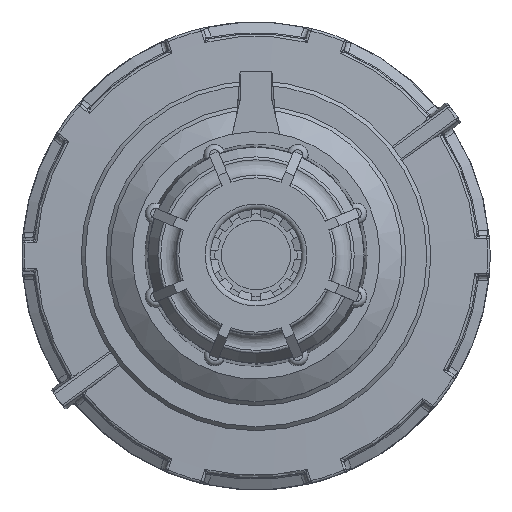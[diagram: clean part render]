
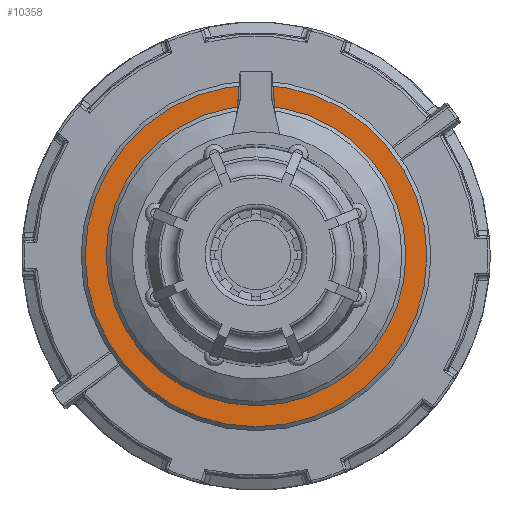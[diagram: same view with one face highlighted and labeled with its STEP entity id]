
A CAD part, top view. The second image highlights one B-rep face of the part: STEP entity #10358.
In plain terms, the highlighted face is planar.
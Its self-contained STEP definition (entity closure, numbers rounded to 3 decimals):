
#379 = VERTEX_POINT ( 'NONE', #14095 ) ;
#964 = FACE_BOUND ( 'NONE', #13981, .T. ) ;
#2799 = PLANE ( 'NONE',  #8842 ) ;
#5652 = DIRECTION ( 'NONE',  ( 0., 0., -1. ) ) ;
#5695 = ORIENTED_EDGE ( 'NONE', *, *, #18081, .T. ) ;
#7660 = FACE_OUTER_BOUND ( 'NONE', #15185, .T. ) ;
#8684 = DIRECTION ( 'NONE',  ( 0., -1., 0. ) ) ;
#8842 = AXIS2_PLACEMENT_3D ( 'NONE', #20042, #13013, #19930 ) ;
#10358 = ADVANCED_FACE ( 'NONE', ( #7660, #964 ), #2799, .F. ) ;
#11054 = CARTESIAN_POINT ( 'NONE',  ( 0., 12.5, -28.175 ) ) ;
#11112 = CARTESIAN_POINT ( 'NONE',  ( 0., 12.5, 0. ) ) ;
#12742 = VERTEX_POINT ( 'NONE', #11054 ) ;
#13013 = DIRECTION ( 'NONE',  ( 0., -1., 0. ) ) ;
#13981 = EDGE_LOOP ( 'NONE', ( #5695 ) ) ;
#13983 = EDGE_CURVE ( 'NONE', #379, #379, #16918, .T. ) ;
#14028 = DIRECTION ( 'NONE',  ( 0., 0., -1. ) ) ;
#14095 = CARTESIAN_POINT ( 'NONE',  ( 0., 12.5, -32.125 ) ) ;
#15185 = EDGE_LOOP ( 'NONE', ( #20303 ) ) ;
#16918 = CIRCLE ( 'NONE', #18016, 32.125 ) ;
#17180 = CIRCLE ( 'NONE', #18284, 28.175 ) ;
#18016 = AXIS2_PLACEMENT_3D ( 'NONE', #11112, #21443, #5652 ) ;
#18081 = EDGE_CURVE ( 'NONE', #12742, #12742, #17180, .T. ) ;
#18284 = AXIS2_PLACEMENT_3D ( 'NONE', #19493, #8684, #14028 ) ;
#19493 = CARTESIAN_POINT ( 'NONE',  ( 0., 12.5, 0. ) ) ;
#19930 = DIRECTION ( 'NONE',  ( 0., 0., -1. ) ) ;
#20042 = CARTESIAN_POINT ( 'NONE',  ( -27.425, 12.5, 0. ) ) ;
#20303 = ORIENTED_EDGE ( 'NONE', *, *, #13983, .T. ) ;
#21443 = DIRECTION ( 'NONE',  ( 0., 1., 0. ) ) ;
